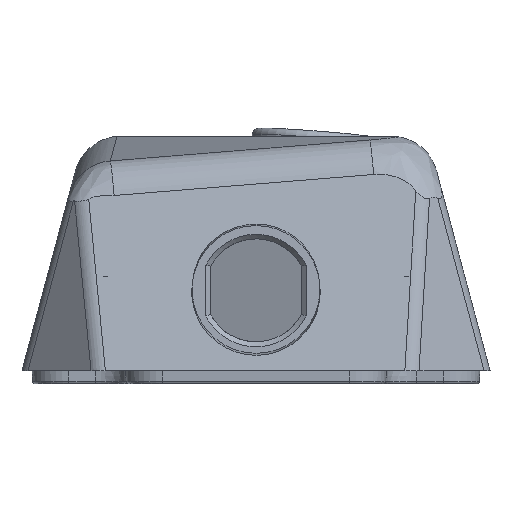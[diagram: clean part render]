
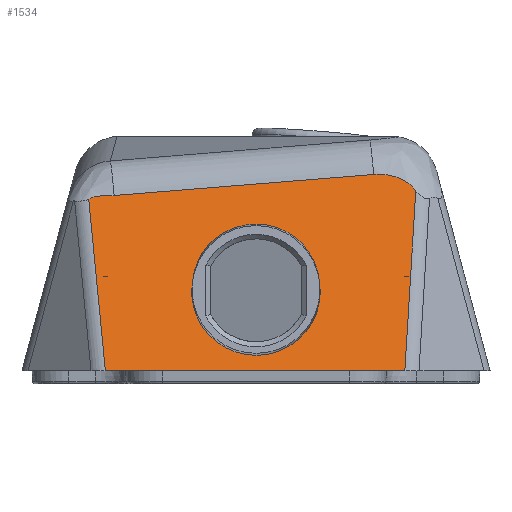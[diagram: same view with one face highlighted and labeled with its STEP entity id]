
A CAD part, front view. The second image highlights one B-rep face of the part: STEP entity #1534.
In plain terms, the highlighted planar face has unit normal (0, -0.966, 0.259).
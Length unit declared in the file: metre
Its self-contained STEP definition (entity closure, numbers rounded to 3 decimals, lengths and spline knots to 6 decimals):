
#1534=ADVANCED_FACE('0:114',(#3145,#3146),#3147,.F.);
#3145=FACE_OUTER_BOUND('',#9492,.T.);
#3146=FACE_BOUND('',#9493,.T.);
#3147=PLANE('',#9494);
#9492=EDGE_LOOP('',(#14221,#14222,#14223,#14224,#14225,#14226));
#9493=EDGE_LOOP('',(#14227,#14228,#14229,#14230));
#9494=AXIS2_PLACEMENT_3D('',#14231,#14232,#14233);
#14221=ORIENTED_EDGE('',*,*,#16014,.T.);
#14222=ORIENTED_EDGE('',*,*,#16011,.F.);
#14223=ORIENTED_EDGE('',*,*,#16008,.F.);
#14224=ORIENTED_EDGE('',*,*,#16005,.F.);
#14225=ORIENTED_EDGE('',*,*,#16002,.T.);
#14226=ORIENTED_EDGE('',*,*,#16000,.F.);
#14227=ORIENTED_EDGE('',*,*,#16348,.T.);
#14228=ORIENTED_EDGE('',*,*,#14597,.T.);
#14229=ORIENTED_EDGE('',*,*,#14592,.T.);
#14230=ORIENTED_EDGE('',*,*,#16349,.T.);
#14231=CARTESIAN_POINT('',(0.1,-0.069645,0.));
#14232=DIRECTION('',(0.,0.966,-0.259));
#14233=DIRECTION('',(-1.0,0.0,0.));
#14592=EDGE_CURVE('0:1626',#16438,#16435,#16439,.T.);
#14597=EDGE_CURVE('',#16443,#16438,#16446,.T.);
#16000=EDGE_CURVE('0:1710',#18548,#18546,#18550,.T.);
#16002=EDGE_CURVE('0:1707',#18552,#18546,#18553,.T.);
#16005=EDGE_CURVE('0:1704',#18552,#18556,#18557,.T.);
#16008=EDGE_CURVE('0:1701',#18556,#18560,#18561,.T.);
#16011=EDGE_CURVE('0:1698',#18560,#18564,#18565,.T.);
#16014=EDGE_CURVE('0:1695',#18548,#18564,#18568,.T.);
#16348=EDGE_CURVE('0:1629',#19014,#16443,#19015,.T.);
#16349=EDGE_CURVE('',#16435,#19014,#19016,.T.);
#16435=VERTEX_POINT('',#19123);
#16438=VERTEX_POINT('',#19127);
#16439=ELLIPSE('',#19128,0.009835,0.009613);
#16443=VERTEX_POINT('',#19132);
#16446=ELLIPSE('',#19136,0.009745,0.009526);
#18546=VERTEX_POINT('',#23080);
#18548=VERTEX_POINT('',#23094);
#18550=LINE('',#23096,#23097);
#18552=VERTEX_POINT('',#23099);
#18553=B_SPLINE_CURVE_WITH_KNOTS('',3,(#23100,#23101,#23102,#23103,#23104,#23105,#23106,#23107,#23108,#23109,#23110,#23111,#23112,#23113,#23114,#23115,#23116,#23117,#23118),.UNSPECIFIED.,.F.,.F.,(4,3,3,3,3,3,4),(0.0,0.013786,0.054105,0.129679,0.209969,0.433182,0.622776),.UNSPECIFIED.);
#18556=VERTEX_POINT('',#23126);
#18557=LINE('',#23127,#23128);
#18560=VERTEX_POINT('',#23136);
#18561=B_SPLINE_CURVE_WITH_KNOTS('',9,(#23137,#23138,#23139,#23140,#23141,#23142,#23143,#23144,#23145,#23146),.UNSPECIFIED.,.F.,.F.,(10,10),(0.0,0.653881),.UNSPECIFIED.);
#18564=VERTEX_POINT('',#23161);
#18565=LINE('',#23162,#23163);
#18568=LINE('',#23166,#23167);
#19014=VERTEX_POINT('',#24251);
#19015=ELLIPSE('',#24252,0.009745,0.009526);
#19016=ELLIPSE('',#24253,0.009835,0.009613);
#19123=CARTESIAN_POINT('',(0.,-0.066888,0.010288));
#19127=CARTESIAN_POINT('',(0.009491,-0.063939,0.021295));
#19128=AXIS2_PLACEMENT_3D('',#24462,#24463,#24464);
#19132=CARTESIAN_POINT('',(0.,-0.061631,0.02991));
#19136=AXIS2_PLACEMENT_3D('',#24472,#24473,#24474);
#23080=CARTESIAN_POINT('',(-0.025019,-0.060627,0.033654));
#23094=CARTESIAN_POINT('',(-0.022535,-0.067501,0.008));
#23096=CARTESIAN_POINT('',(-0.021771,-0.069615,0.000111));
#23097=VECTOR('',#26088,0.001);
#23099=CARTESIAN_POINT('',(-0.021222,-0.060484,0.03419));
#23100=CARTESIAN_POINT('',(-0.021222,-0.060485,0.034187));
#23101=CARTESIAN_POINT('',(-0.021252,-0.06048,0.034205));
#23102=CARTESIAN_POINT('',(-0.021281,-0.060479,0.034209));
#23103=CARTESIAN_POINT('',(-0.02131,-0.060478,0.034211));
#23104=CARTESIAN_POINT('',(-0.021394,-0.060476,0.034219));
#23105=CARTESIAN_POINT('',(-0.021477,-0.06048,0.034205));
#23106=CARTESIAN_POINT('',(-0.02156,-0.060483,0.034194));
#23107=CARTESIAN_POINT('',(-0.021716,-0.060488,0.034175));
#23108=CARTESIAN_POINT('',(-0.021873,-0.060491,0.034165));
#23109=CARTESIAN_POINT('',(-0.02203,-0.060492,0.034161));
#23110=CARTESIAN_POINT('',(-0.022197,-0.060493,0.034157));
#23111=CARTESIAN_POINT('',(-0.022364,-0.060493,0.034157));
#23112=CARTESIAN_POINT('',(-0.022531,-0.060493,0.034155));
#23113=CARTESIAN_POINT('',(-0.022995,-0.060495,0.03415));
#23114=CARTESIAN_POINT('',(-0.023461,-0.060499,0.034134));
#23115=CARTESIAN_POINT('',(-0.023916,-0.060522,0.034048));
#23116=CARTESIAN_POINT('',(-0.024303,-0.060541,0.033976));
#23117=CARTESIAN_POINT('',(-0.024683,-0.060574,0.033852));
#23118=CARTESIAN_POINT('',(-0.025019,-0.060627,0.033654));
#23126=CARTESIAN_POINT('',(0.017601,-0.059643,0.037328));
#23127=CARTESIAN_POINT('',(-0.026325,-0.060594,0.033778));
#23128=VECTOR('',#26089,0.001);
#23136=CARTESIAN_POINT('',(0.0239,-0.060294,0.034899));
#23137=CARTESIAN_POINT('',(0.017601,-0.059643,0.037328));
#23138=CARTESIAN_POINT('',(0.018387,-0.059626,0.037391));
#23139=CARTESIAN_POINT('',(0.019179,-0.059626,0.03739));
#23140=CARTESIAN_POINT('',(0.019971,-0.059647,0.037312));
#23141=CARTESIAN_POINT('',(0.020753,-0.059691,0.037148));
#23142=CARTESIAN_POINT('',(0.021511,-0.059761,0.036887));
#23143=CARTESIAN_POINT('',(0.022227,-0.059858,0.036525));
#23144=CARTESIAN_POINT('',(0.022877,-0.059981,0.036065));
#23145=CARTESIAN_POINT('',(0.02344,-0.060128,0.035518));
#23146=CARTESIAN_POINT('',(0.0239,-0.060294,0.034899));
#23161=CARTESIAN_POINT('',(0.022261,-0.067501,0.008));
#23162=CARTESIAN_POINT('',(0.023696,-0.061192,0.031547));
#23163=VECTOR('',#26090,0.001);
#23166=CARTESIAN_POINT('',(0.05,-0.067501,0.008));
#23167=VECTOR('',#26094,0.001);
#24251=CARTESIAN_POINT('',(-0.009491,-0.063939,0.021295));
#24252=AXIS2_PLACEMENT_3D('',#26286,#26287,#26288);
#24253=AXIS2_PLACEMENT_3D('',#26289,#26290,#26291);
#24462=CARTESIAN_POINT('',(0.,-0.064343,0.019788));
#24463=DIRECTION('',(0.,0.966,-0.259));
#24464=DIRECTION('',(0.,-0.259,-0.966));
#24472=CARTESIAN_POINT('',(0.,-0.064153,0.020497));
#24473=DIRECTION('',(0.,0.966,-0.259));
#24474=DIRECTION('',(0.,0.259,0.966));
#26088=DIRECTION('',(-0.093,0.258,0.962));
#26089=DIRECTION('',(0.997,0.022,0.081));
#26090=DIRECTION('',(-0.059,-0.258,-0.964));
#26094=DIRECTION('',(1.0,0.,0.0));
#26286=CARTESIAN_POINT('',(0.,-0.064153,0.020497));
#26287=DIRECTION('',(0.,0.966,-0.259));
#26288=DIRECTION('',(0.,0.259,0.966));
#26289=CARTESIAN_POINT('',(0.,-0.064343,0.019788));
#26290=DIRECTION('',(0.,0.966,-0.259));
#26291=DIRECTION('',(0.,-0.259,-0.966));
